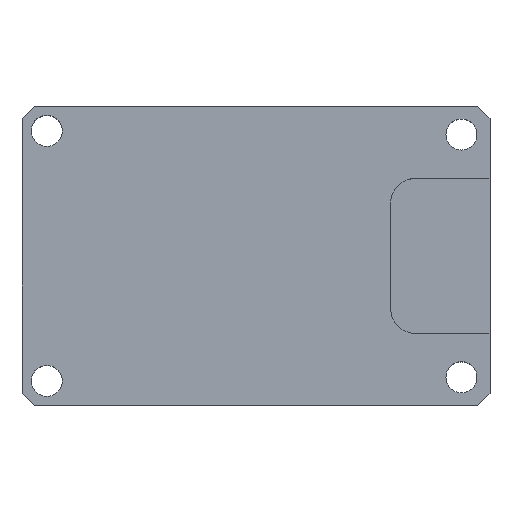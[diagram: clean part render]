
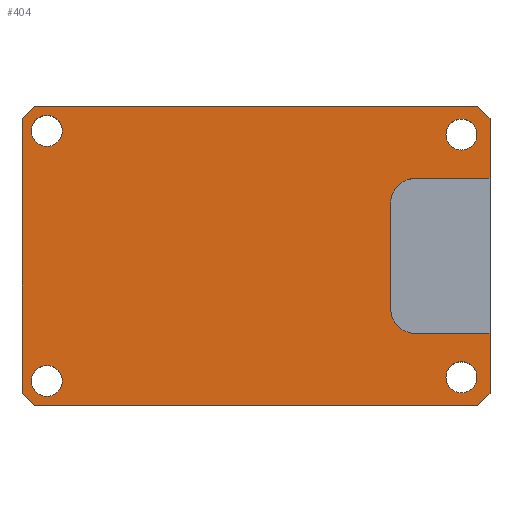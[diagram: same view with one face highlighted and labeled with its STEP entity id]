
A CAD part, top view. The second image highlights one B-rep face of the part: STEP entity #404.
In plain terms, the highlighted planar face has unit normal (0, 0, 1).
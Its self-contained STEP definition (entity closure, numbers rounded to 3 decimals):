
#19=FACE_BOUND('',#81,.T.);
#20=FACE_BOUND('',#82,.T.);
#21=FACE_BOUND('',#83,.T.);
#22=FACE_BOUND('',#84,.T.);
#36=PLANE('',#450);
#56=FACE_OUTER_BOUND('',#80,.T.);
#80=EDGE_LOOP('',(#361,#362,#363,#364,#365,#366,#367,#368,#369,#370,#371,
#372,#373,#374));
#81=EDGE_LOOP('',(#375));
#82=EDGE_LOOP('',(#376));
#83=EDGE_LOOP('',(#377));
#84=EDGE_LOOP('',(#378));
#87=LINE('',#571,#129);
#93=LINE('',#586,#135);
#96=LINE('',#592,#138);
#98=LINE('',#597,#140);
#102=LINE('',#604,#144);
#103=LINE('',#607,#145);
#108=LINE('',#616,#150);
#114=LINE('',#637,#156);
#116=LINE('',#641,#158);
#118=LINE('',#645,#160);
#120=LINE('',#649,#162);
#126=LINE('',#668,#168);
#129=VECTOR('',#463,10.);
#135=VECTOR('',#477,10.);
#138=VECTOR('',#482,10.);
#140=VECTOR('',#488,10.);
#144=VECTOR('',#492,10.);
#145=VECTOR('',#495,10.);
#150=VECTOR('',#502,10.);
#156=VECTOR('',#520,10.);
#158=VECTOR('',#524,10.);
#160=VECTOR('',#528,10.);
#162=VECTOR('',#532,10.);
#168=VECTOR('',#556,10.);
#170=CIRCLE('',#421,2.);
#172=CIRCLE('',#425,2.);
#177=CIRCLE('',#442,1.25);
#178=CIRCLE('',#444,1.25);
#179=CIRCLE('',#446,1.25);
#180=CIRCLE('',#448,1.25);
#183=VERTEX_POINT('',#564);
#184=VERTEX_POINT('',#566);
#185=VERTEX_POINT('',#570);
#189=VERTEX_POINT('',#579);
#190=VERTEX_POINT('',#581);
#192=VERTEX_POINT('',#590);
#193=VERTEX_POINT('',#596);
#196=VERTEX_POINT('',#602);
#197=VERTEX_POINT('',#606);
#200=VERTEX_POINT('',#614);
#209=VERTEX_POINT('',#636);
#210=VERTEX_POINT('',#640);
#211=VERTEX_POINT('',#644);
#212=VERTEX_POINT('',#648);
#213=VERTEX_POINT('',#652);
#214=VERTEX_POINT('',#656);
#215=VERTEX_POINT('',#660);
#216=VERTEX_POINT('',#664);
#219=EDGE_CURVE('',#183,#184,#170,.T.);
#221=EDGE_CURVE('',#185,#184,#87,.T.);
#226=EDGE_CURVE('',#189,#190,#172,.T.);
#229=EDGE_CURVE('',#183,#190,#93,.T.);
#232=EDGE_CURVE('',#189,#192,#96,.T.);
#234=EDGE_CURVE('',#193,#185,#98,.T.);
#238=EDGE_CURVE('',#192,#196,#102,.T.);
#239=EDGE_CURVE('',#197,#196,#103,.T.);
#244=EDGE_CURVE('',#197,#200,#108,.T.);
#254=EDGE_CURVE('',#193,#209,#114,.T.);
#256=EDGE_CURVE('',#210,#209,#116,.T.);
#258=EDGE_CURVE('',#210,#211,#118,.T.);
#260=EDGE_CURVE('',#212,#200,#120,.T.);
#262=EDGE_CURVE('',#213,#213,#177,.T.);
#264=EDGE_CURVE('',#214,#214,#178,.T.);
#266=EDGE_CURVE('',#215,#215,#179,.T.);
#268=EDGE_CURVE('',#216,#216,#180,.T.);
#270=EDGE_CURVE('',#212,#211,#126,.T.);
#361=ORIENTED_EDGE('',*,*,#232,.T.);
#362=ORIENTED_EDGE('',*,*,#238,.T.);
#363=ORIENTED_EDGE('',*,*,#239,.F.);
#364=ORIENTED_EDGE('',*,*,#244,.T.);
#365=ORIENTED_EDGE('',*,*,#260,.F.);
#366=ORIENTED_EDGE('',*,*,#270,.T.);
#367=ORIENTED_EDGE('',*,*,#258,.F.);
#368=ORIENTED_EDGE('',*,*,#256,.T.);
#369=ORIENTED_EDGE('',*,*,#254,.F.);
#370=ORIENTED_EDGE('',*,*,#234,.T.);
#371=ORIENTED_EDGE('',*,*,#221,.T.);
#372=ORIENTED_EDGE('',*,*,#219,.F.);
#373=ORIENTED_EDGE('',*,*,#229,.T.);
#374=ORIENTED_EDGE('',*,*,#226,.F.);
#375=ORIENTED_EDGE('',*,*,#268,.T.);
#376=ORIENTED_EDGE('',*,*,#266,.T.);
#377=ORIENTED_EDGE('',*,*,#264,.T.);
#378=ORIENTED_EDGE('',*,*,#262,.T.);
#404=ADVANCED_FACE('',(#56,#19,#20,#21,#22),#36,.T.);
#421=AXIS2_PLACEMENT_3D('',#567,#458,#459);
#425=AXIS2_PLACEMENT_3D('',#582,#471,#472);
#442=AXIS2_PLACEMENT_3D('',#653,#536,#537);
#444=AXIS2_PLACEMENT_3D('',#657,#541,#542);
#446=AXIS2_PLACEMENT_3D('',#661,#546,#547);
#448=AXIS2_PLACEMENT_3D('',#665,#551,#552);
#450=AXIS2_PLACEMENT_3D('',#669,#557,#558);
#458=DIRECTION('center_axis',(0.,0.,1.));
#459=DIRECTION('ref_axis',(-0.707,-0.707,0.));
#463=DIRECTION('',(-1.,0.,0.));
#471=DIRECTION('center_axis',(0.,0.,1.));
#472=DIRECTION('ref_axis',(-0.707,0.707,0.));
#477=DIRECTION('',(0.,1.,0.));
#482=DIRECTION('',(1.,0.,0.));
#488=DIRECTION('',(0.,1.,0.));
#492=DIRECTION('',(0.,1.,0.));
#495=DIRECTION('',(0.707,-0.707,0.));
#502=DIRECTION('',(-1.,0.,0.));
#520=DIRECTION('',(-0.707,-0.707,0.));
#524=DIRECTION('',(1.,0.,0.));
#528=DIRECTION('',(-0.707,0.707,0.));
#532=DIRECTION('',(0.707,0.707,0.));
#536=DIRECTION('center_axis',(0.,0.,-1.));
#537=DIRECTION('ref_axis',(1.,0.,0.));
#541=DIRECTION('center_axis',(0.,0.,-1.));
#542=DIRECTION('ref_axis',(1.,0.,0.));
#546=DIRECTION('center_axis',(0.,0.,-1.));
#547=DIRECTION('ref_axis',(1.,0.,0.));
#551=DIRECTION('center_axis',(0.,0.,-1.));
#552=DIRECTION('ref_axis',(1.,0.,0.));
#556=DIRECTION('',(0.,-1.,0.));
#557=DIRECTION('center_axis',(0.,0.,1.));
#558=DIRECTION('ref_axis',(1.,0.,0.));
#564=CARTESIAN_POINT('',(29.7,7.825,9.5));
#566=CARTESIAN_POINT('',(31.7,5.825,9.5));
#567=CARTESIAN_POINT('Origin',(31.7,7.825,9.5));
#570=CARTESIAN_POINT('',(37.7,5.825,9.5));
#571=CARTESIAN_POINT('',(24.275,5.825,9.5));
#579=CARTESIAN_POINT('',(31.7,18.325,9.5));
#581=CARTESIAN_POINT('',(29.7,16.325,9.5));
#582=CARTESIAN_POINT('Origin',(31.7,16.325,9.5));
#586=CARTESIAN_POINT('',(29.7,15.2,9.5));
#590=CARTESIAN_POINT('',(37.7,18.325,9.5));
#592=CARTESIAN_POINT('',(28.275,18.325,9.5));
#596=CARTESIAN_POINT('',(37.7,1.,9.5));
#597=CARTESIAN_POINT('',(37.7,24.15,9.5));
#602=CARTESIAN_POINT('',(37.7,23.15,9.5));
#604=CARTESIAN_POINT('',(37.7,24.15,9.5));
#606=CARTESIAN_POINT('',(36.7,24.15,9.5));
#607=CARTESIAN_POINT('',(35.506,25.344,9.5));
#614=CARTESIAN_POINT('',(1.,24.15,9.5));
#616=CARTESIAN_POINT('',(0.,24.15,9.5));
#636=CARTESIAN_POINT('',(36.7,0.,9.5));
#637=CARTESIAN_POINT('',(35.506,-1.194,9.5));
#640=CARTESIAN_POINT('',(1.,0.,9.5));
#641=CARTESIAN_POINT('',(37.7,0.,9.5));
#644=CARTESIAN_POINT('',(0.,1.,9.5));
#645=CARTESIAN_POINT('',(2.194,-1.194,9.5));
#648=CARTESIAN_POINT('',(0.,23.15,9.5));
#649=CARTESIAN_POINT('',(2.194,25.344,9.5));
#652=CARTESIAN_POINT('',(0.75,2.,9.5));
#653=CARTESIAN_POINT('Origin',(2.,2.,9.5));
#656=CARTESIAN_POINT('',(0.75,22.15,9.5));
#657=CARTESIAN_POINT('Origin',(2.,22.15,9.5));
#660=CARTESIAN_POINT('',(34.15,2.3,9.5));
#661=CARTESIAN_POINT('Origin',(35.4,2.3,9.5));
#664=CARTESIAN_POINT('',(34.15,21.85,9.5));
#665=CARTESIAN_POINT('Origin',(35.4,21.85,9.5));
#668=CARTESIAN_POINT('',(0.,0.,9.5));
#669=CARTESIAN_POINT('Origin',(18.85,12.075,9.5));
